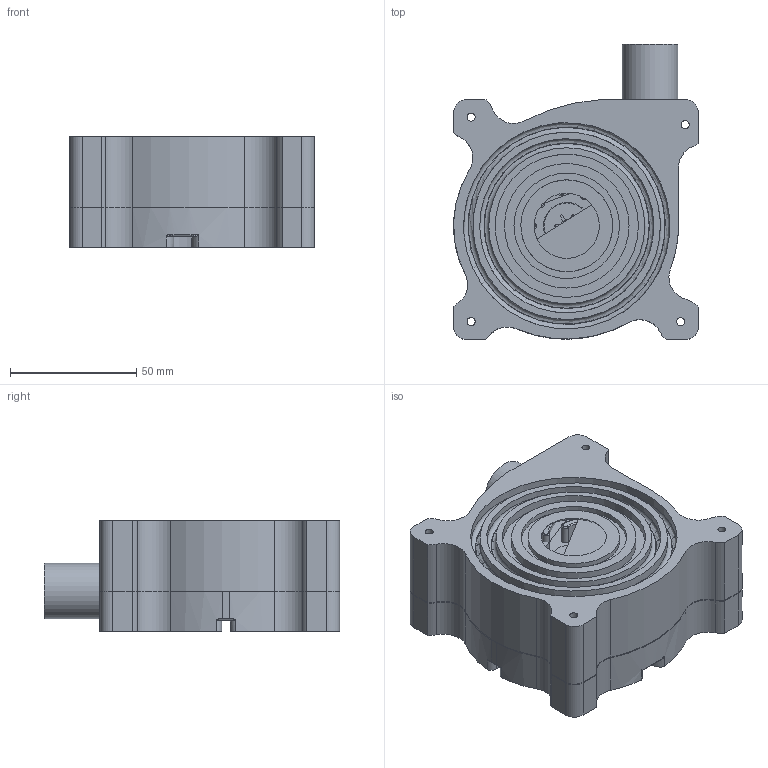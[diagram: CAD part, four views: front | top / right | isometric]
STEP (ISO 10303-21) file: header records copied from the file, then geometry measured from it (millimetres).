
FILE_DESCRIPTION(/* description */ (''),/* implementation_level */ '2;1');
FILE_NAME(/* name */ 'Ventilator Pump.stp',/* time_stamp */ '2020-03-29T13:08:25-04:00',/* author */ (''),/* organization */ (''),/* preprocessor_version */ 'ST-DEVELOPER v15.2',/* originating_system */ 'Autodesk Translator Framework v2.0.0.5431',/* authorisation */ '');
FILE_SCHEMA (('AUTOMOTIVE_DESIGN { 1 0 10303 214 3 1 1 }'));
Length unit declared in the file: centimetre
Products named in the file (1): Ventilator Pump
Bounding box: 97 x 117 x 43.99 mm (x, y, z)
Volume: 205148.2 mm3; surface area: 92874.3 mm2
Topology: 6 solids, 6 shells, 752 faces, 2156 edges, 1433 vertices
Faces by surface type: plane 414, cylinder 205, bspline 116, cone 9, torus 8
Full cylindrical faces by diameter (mm): 3.201 x4, 4.4 x4, 5 x1, 7 x4, 7.302 x4, 7.8 x4, 17 x1, 22 x1, 35.128 x1, 36.375 x1, 38 x1, 41.831 x1, 49.368 x1, 53.3 x1, 56.773 x1, 61.84 x1, 69.024 x1, 74.25 x1, 74.289 x1, 81.795 x1, 83.026 x1
Entity records: 32093 total; most frequent: CARTESIAN_POINT 13013, ORIENTED_EDGE 4170, DIRECTION 3670, EDGE_CURVE 2085, VERTEX_POINT 1414, AXIS2_PLACEMENT_3D 1281, LINE 1108, VECTOR 1108
